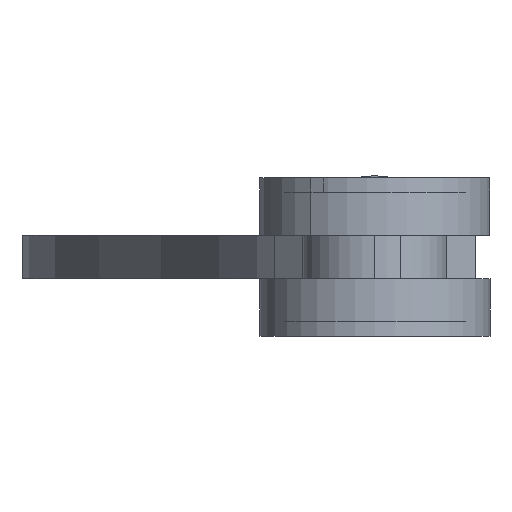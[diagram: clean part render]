
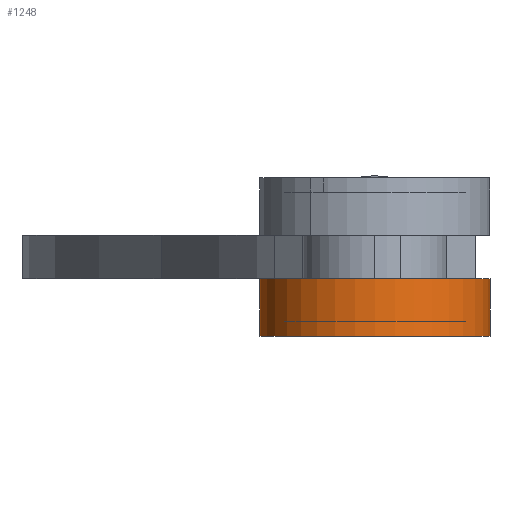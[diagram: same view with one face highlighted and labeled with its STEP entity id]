
A CAD part, left-side view. The second image highlights one B-rep face of the part: STEP entity #1248.
In plain terms, the highlighted cylindrical face has radius 8 mm (diameter 16 mm), a partial arc.
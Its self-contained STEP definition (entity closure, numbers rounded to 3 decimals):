
#120 = CARTESIAN_POINT ( 'NONE',  ( 0., -8., 0. ) ) ;
#161 = ORIENTED_EDGE ( 'NONE', *, *, #294, .T. ) ;
#190 = AXIS2_PLACEMENT_3D ( 'NONE', #230, #504, #1162 ) ;
#229 = AXIS2_PLACEMENT_3D ( 'NONE', #830, #1344, #1603 ) ;
#230 = CARTESIAN_POINT ( 'NONE',  ( 0., 0., -4. ) ) ;
#238 = CARTESIAN_POINT ( 'NONE',  ( 0., -8., 0.1 ) ) ;
#294 = EDGE_CURVE ( 'NONE', #1037, #622, #690, .T. ) ;
#304 = FACE_OUTER_BOUND ( 'NONE', #820, .T. ) ;
#378 = LINE ( 'NONE', #238, #920 ) ;
#403 = VECTOR ( 'NONE', #1334, 1000. ) ;
#407 = VERTEX_POINT ( 'NONE', #479 ) ;
#452 = CARTESIAN_POINT ( 'NONE',  ( 0., 0., 0. ) ) ;
#479 = CARTESIAN_POINT ( 'NONE',  ( 0., -8., -4. ) ) ;
#504 = DIRECTION ( 'NONE',  ( 0., 0., -1. ) ) ;
#552 = CYLINDRICAL_SURFACE ( 'NONE', #229, 8. ) ;
#622 = VERTEX_POINT ( 'NONE', #1147 ) ;
#658 = VERTEX_POINT ( 'NONE', #120 ) ;
#690 = LINE ( 'NONE', #829, #403 ) ;
#718 = EDGE_CURVE ( 'NONE', #658, #407, #378, .T. ) ;
#792 = DIRECTION ( 'NONE',  ( 0., 0., -1. ) ) ;
#820 = EDGE_LOOP ( 'NONE', ( #1730, #161, #1441, #1491 ) ) ;
#829 = CARTESIAN_POINT ( 'NONE',  ( 0., 8., 0.1 ) ) ;
#830 = CARTESIAN_POINT ( 'NONE',  ( 0., 0., 0.1 ) ) ;
#920 = VECTOR ( 'NONE', #792, 1000. ) ;
#969 = DIRECTION ( 'NONE',  ( 0., 0., 1. ) ) ;
#1037 = VERTEX_POINT ( 'NONE', #1571 ) ;
#1086 = DIRECTION ( 'NONE',  ( -1., 0., 0. ) ) ;
#1147 = CARTESIAN_POINT ( 'NONE',  ( 0., 8., -4. ) ) ;
#1162 = DIRECTION ( 'NONE',  ( -1., 0., 0. ) ) ;
#1248 = ADVANCED_FACE ( 'NONE', ( #304 ), #552, .T. ) ;
#1334 = DIRECTION ( 'NONE',  ( 0., 0., -1. ) ) ;
#1344 = DIRECTION ( 'NONE',  ( 0., 0., -1. ) ) ;
#1441 = ORIENTED_EDGE ( 'NONE', *, *, #1484, .F. ) ;
#1484 = EDGE_CURVE ( 'NONE', #407, #622, #1617, .T. ) ;
#1491 = ORIENTED_EDGE ( 'NONE', *, *, #718, .F. ) ;
#1571 = CARTESIAN_POINT ( 'NONE',  ( 0., 8., 0. ) ) ;
#1603 = DIRECTION ( 'NONE',  ( 0., -1., 0. ) ) ;
#1617 = CIRCLE ( 'NONE', #190, 8. ) ;
#1674 = AXIS2_PLACEMENT_3D ( 'NONE', #452, #969, #1086 ) ;
#1705 = CIRCLE ( 'NONE', #1674, 8. ) ;
#1730 = ORIENTED_EDGE ( 'NONE', *, *, #1740, .F. ) ;
#1740 = EDGE_CURVE ( 'NONE', #1037, #658, #1705, .T. ) ;
